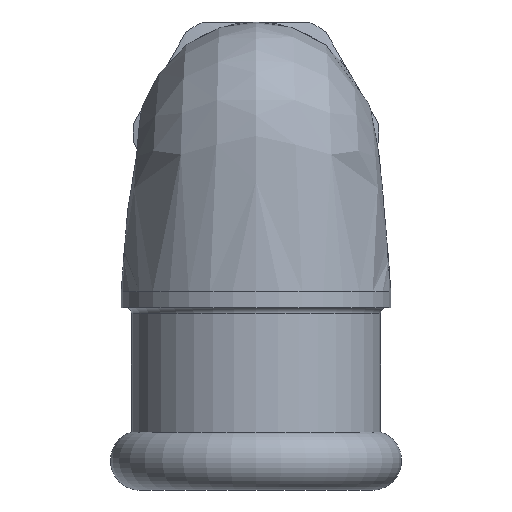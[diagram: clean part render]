
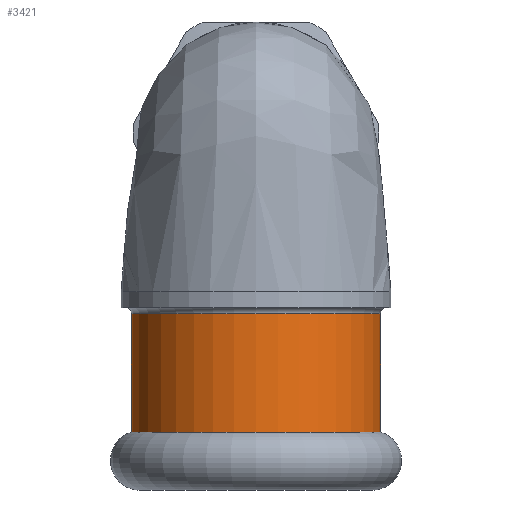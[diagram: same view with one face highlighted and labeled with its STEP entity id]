
A CAD part, front view. The second image highlights one B-rep face of the part: STEP entity #3421.
In plain terms, the highlighted cylindrical face has radius 15.7 mm (diameter 31.4 mm), a full revolution.
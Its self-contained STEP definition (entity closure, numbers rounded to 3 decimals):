
#641=LINE('',#9269,#795);
#795=VECTOR('',#4118,15.7);
#809=CYLINDRICAL_SURFACE('',#3617,15.7);
#996=FACE_OUTER_BOUND('',#1207,.T.);
#1207=EDGE_LOOP('',(#3141,#3142,#3143,#3144,#3145,#3146,#3147,#3148));
#1222=CIRCLE('',#3456,15.7);
#1223=CIRCLE('',#3457,15.7);
#1228=CIRCLE('',#3462,15.7);
#1284=CIRCLE('',#3608,15.7);
#1285=CIRCLE('',#3609,15.7);
#1289=CIRCLE('',#3613,15.7);
#1306=VERTEX_POINT('',#4177);
#1307=VERTEX_POINT('',#4178);
#1308=VERTEX_POINT('',#4180);
#1641=VERTEX_POINT('',#9252);
#1642=VERTEX_POINT('',#9253);
#1643=VERTEX_POINT('',#9255);
#1658=EDGE_CURVE('',#1306,#1307,#1222,.T.);
#1659=EDGE_CURVE('',#1308,#1306,#1223,.T.);
#1664=EDGE_CURVE('',#1307,#1308,#1228,.T.);
#2154=EDGE_CURVE('',#1641,#1642,#1284,.T.);
#2155=EDGE_CURVE('',#1642,#1643,#1285,.T.);
#2159=EDGE_CURVE('',#1643,#1641,#1289,.T.);
#2162=EDGE_CURVE('',#1642,#1307,#641,.T.);
#3141=ORIENTED_EDGE('',*,*,#2154,.F.);
#3142=ORIENTED_EDGE('',*,*,#2159,.F.);
#3143=ORIENTED_EDGE('',*,*,#2155,.F.);
#3144=ORIENTED_EDGE('',*,*,#2162,.T.);
#3145=ORIENTED_EDGE('',*,*,#1664,.T.);
#3146=ORIENTED_EDGE('',*,*,#1659,.T.);
#3147=ORIENTED_EDGE('',*,*,#1658,.T.);
#3148=ORIENTED_EDGE('',*,*,#2162,.F.);
#3421=ADVANCED_FACE('',(#996),#809,.T.);
#3456=AXIS2_PLACEMENT_3D('',#4179,#3647,#3648);
#3457=AXIS2_PLACEMENT_3D('',#4181,#3649,#3650);
#3462=AXIS2_PLACEMENT_3D('',#4189,#3659,#3660);
#3608=AXIS2_PLACEMENT_3D('',#9254,#4098,#4099);
#3609=AXIS2_PLACEMENT_3D('',#9256,#4100,#4101);
#3613=AXIS2_PLACEMENT_3D('',#9262,#4108,#4109);
#3617=AXIS2_PLACEMENT_3D('',#9268,#4116,#4117);
#3647=DIRECTION('center_axis',(0.,0.,1.));
#3648=DIRECTION('ref_axis',(0.,-1.,0.));
#3649=DIRECTION('center_axis',(0.,0.,1.));
#3650=DIRECTION('ref_axis',(0.,-1.,0.));
#3659=DIRECTION('center_axis',(0.,0.,1.));
#3660=DIRECTION('ref_axis',(0.,-1.,0.));
#4098=DIRECTION('center_axis',(0.,0.,1.));
#4099=DIRECTION('ref_axis',(0.,1.,0.));
#4100=DIRECTION('center_axis',(0.,0.,1.));
#4101=DIRECTION('ref_axis',(0.,1.,0.));
#4108=DIRECTION('center_axis',(0.,0.,1.));
#4109=DIRECTION('ref_axis',(0.,1.,0.));
#4116=DIRECTION('center_axis',(0.,0.,1.));
#4117=DIRECTION('ref_axis',(0.,-1.,0.));
#4118=DIRECTION('',(0.,0.,-1.));
#4177=CARTESIAN_POINT('',(0.,-15.7,-37.703));
#4178=CARTESIAN_POINT('',(0.,15.7,-37.703));
#4179=CARTESIAN_POINT('Origin',(0.,0.,-37.703));
#4180=CARTESIAN_POINT('',(-15.7,0.,-37.703));
#4181=CARTESIAN_POINT('Origin',(0.,0.,-37.703));
#4189=CARTESIAN_POINT('Origin',(0.,0.,-37.703));
#9252=CARTESIAN_POINT('',(0.,-15.7,-22.8));
#9253=CARTESIAN_POINT('',(0.,15.7,-22.8));
#9254=CARTESIAN_POINT('Origin',(0.,0.,-22.8));
#9255=CARTESIAN_POINT('',(-15.7,0.,-22.8));
#9256=CARTESIAN_POINT('Origin',(0.,0.,-22.8));
#9262=CARTESIAN_POINT('Origin',(0.,0.,-22.8));
#9268=CARTESIAN_POINT('Origin',(0.,0.,-29.851));
#9269=CARTESIAN_POINT('',(0.,15.7,-29.851));
